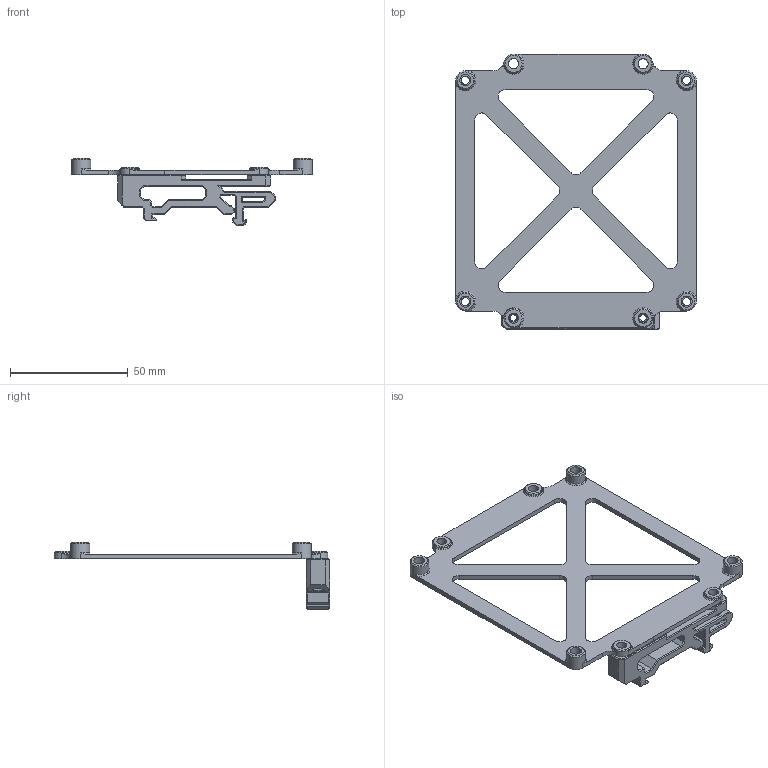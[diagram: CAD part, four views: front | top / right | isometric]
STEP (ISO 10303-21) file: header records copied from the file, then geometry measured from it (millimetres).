
FILE_DESCRIPTION(/* description */ (''),/* implementation_level */ '2;1');
FILE_NAME(/* name */ 'GH2K Din Mounting Plate v1.step',/* time_stamp */ '2022-09-13T18:26:23-07:00',/* author */ (''),/* organization */ (''),/* preprocessor_version */ 'ST-DEVELOPER v19',/* originating_system */ 'Autodesk Translation Framework v11.7.0.108',/* authorisation */ '');
FILE_SCHEMA (('AUTOMOTIVE_DESIGN { 1 0 10303 214 3 1 1 }'));
Length unit declared in the file: millimetre
Products named in the file (3): GH2K Din Mounting Plate; GrblHal2K Mounting Plate; GH2k or Relay Din Clamp 2x
Assembly tree (2 placements, depth 3):
  GH2K Din Mounting Plate
    GrblHal2K Mounting Plate
      GH2k or Relay Din Clamp 2x
Bounding box: 102 x 116.93 x 28.6 mm (x, y, z)
Volume: 18568.6 mm3; surface area: 19527.4 mm2
Topology: 2 solids, 2 shells, 327 faces, 811 edges, 490 vertices
Faces by surface type: plane 262, cylinder 42, cone 22, bspline 1
Full cylindrical faces by diameter (mm): 2.7 x4, 3.5 x4, 4.25 x4, 4.7 x4, 6.5 x2, 8 x6, 8.052 x2
Entity records: 9624 total; most frequent: CARTESIAN_POINT 1741, ORIENTED_EDGE 1622, DIRECTION 1579, EDGE_CURVE 811, LINE 659, VECTOR 659, VERTEX_POINT 490, AXIS2_PLACEMENT_3D 460
